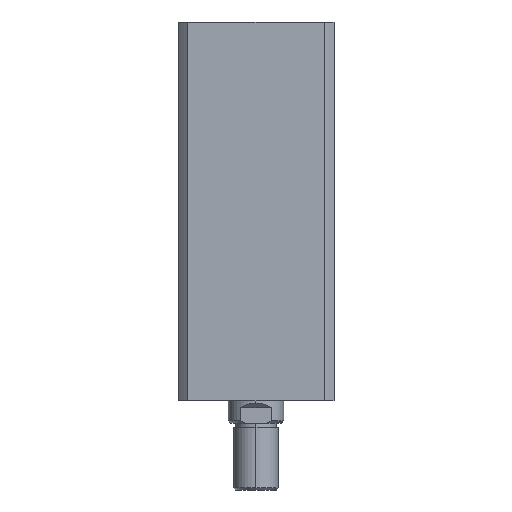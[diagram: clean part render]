
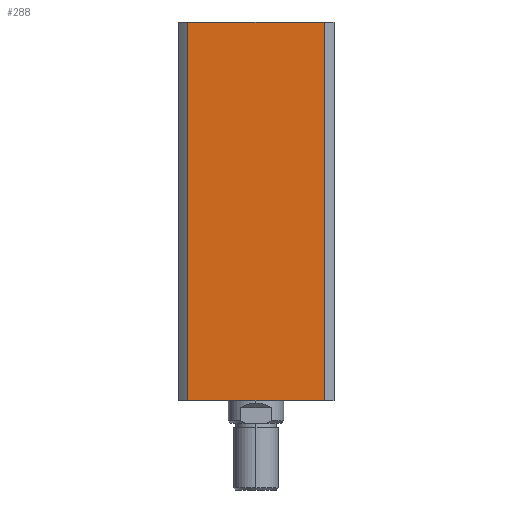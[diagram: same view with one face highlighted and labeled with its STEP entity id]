
A CAD part, left-side view. The second image highlights one B-rep face of the part: STEP entity #288.
In plain terms, the highlighted planar face has unit normal (-1, 0, 0).
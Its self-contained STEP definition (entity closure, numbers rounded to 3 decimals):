
#162 = EDGE_LOOP ( 'NONE', ( #645, #646, #647, #648 ) ) ;
#288 = ADVANCED_FACE ( 'NONE', ( #1272 ), #1886, .F. ) ;
#492 = EDGE_CURVE ( 'NONE', #971, #979, #1296, .T. ) ;
#494 = EDGE_CURVE ( 'NONE', #979, #976, #1300, .T. ) ;
#495 = EDGE_CURVE ( 'NONE', #969, #976, #1301, .T. ) ;
#497 = EDGE_CURVE ( 'NONE', #971, #969, #1305, .T. ) ;
#645 = ORIENTED_EDGE ( 'NONE', *, *, #494, .T. ) ;
#646 = ORIENTED_EDGE ( 'NONE', *, *, #495, .F. ) ;
#647 = ORIENTED_EDGE ( 'NONE', *, *, #497, .F. ) ;
#648 = ORIENTED_EDGE ( 'NONE', *, *, #492, .T. ) ;
#969 = VERTEX_POINT ( 'NONE', #3047 ) ;
#971 = VERTEX_POINT ( 'NONE', #3049 ) ;
#976 = VERTEX_POINT ( 'NONE', #3054 ) ;
#979 = VERTEX_POINT ( 'NONE', #3057 ) ;
#1272 = FACE_OUTER_BOUND ( 'NONE', #162, .T. ) ;
#1296 = LINE ( 'NONE', #2221, #1299 ) ;
#1299 = VECTOR ( 'NONE', #2220, 1000. ) ;
#1300 = LINE ( 'NONE', #2638, #1302 ) ;
#1301 = LINE ( 'NONE', #2644, #1304 ) ;
#1302 = VECTOR ( 'NONE', #2643, 1000. ) ;
#1304 = VECTOR ( 'NONE', #2645, 1000. ) ;
#1305 = LINE ( 'NONE', #2647, #1308 ) ;
#1308 = VECTOR ( 'NONE', #2648, 1000. ) ;
#1732 = AXIS2_PLACEMENT_3D ( 'NONE', #1925, #1871, #1869 ) ;
#1869 = DIRECTION ( 'NONE',  ( 0., 0., -1. ) ) ;
#1871 = DIRECTION ( 'NONE',  ( 1., 0., 0. ) ) ;
#1886 = PLANE ( 'NONE',  #1732 ) ;
#1925 = CARTESIAN_POINT ( 'NONE',  ( -35., 0., 170. ) ) ;
#2220 = DIRECTION ( 'NONE',  ( 0., 0., -1. ) ) ;
#2221 = CARTESIAN_POINT ( 'NONE',  ( -35., 30.615, 170. ) ) ;
#2638 = CARTESIAN_POINT ( 'NONE',  ( -35., 0., 0. ) ) ;
#2643 = DIRECTION ( 'NONE',  ( 0., -1., 0. ) ) ;
#2644 = CARTESIAN_POINT ( 'NONE',  ( -35., -30.615, 170. ) ) ;
#2645 = DIRECTION ( 'NONE',  ( 0., 0., -1. ) ) ;
#2647 = CARTESIAN_POINT ( 'NONE',  ( -35., 0., 170. ) ) ;
#2648 = DIRECTION ( 'NONE',  ( 0., -1., 0. ) ) ;
#3047 = CARTESIAN_POINT ( 'NONE',  ( -35., -30.615, 170. ) ) ;
#3049 = CARTESIAN_POINT ( 'NONE',  ( -35., 30.615, 170. ) ) ;
#3054 = CARTESIAN_POINT ( 'NONE',  ( -35., -30.615, 0. ) ) ;
#3057 = CARTESIAN_POINT ( 'NONE',  ( -35., 30.615, 0. ) ) ;
